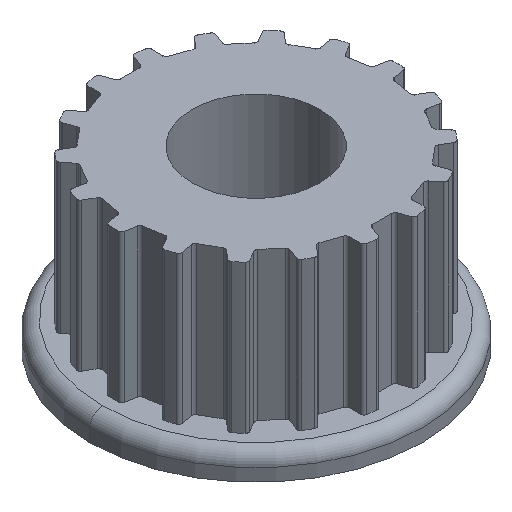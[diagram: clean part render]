
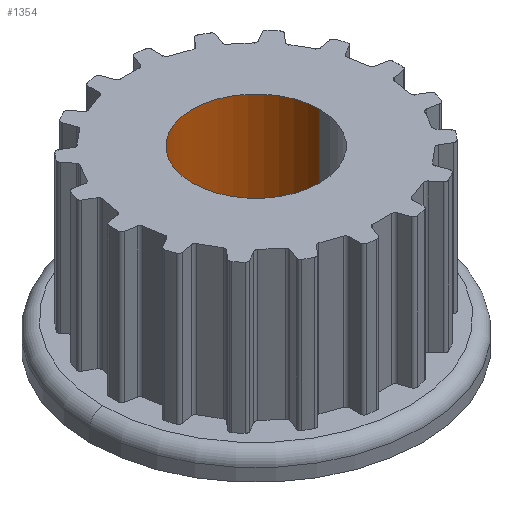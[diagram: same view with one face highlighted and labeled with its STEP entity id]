
A CAD part, isometric view. The second image highlights one B-rep face of the part: STEP entity #1354.
In plain terms, the highlighted cylindrical face has radius 2.5 mm (diameter 5 mm), a partial arc.
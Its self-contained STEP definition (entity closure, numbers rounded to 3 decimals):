
#11 = AXIS2_PLACEMENT_3D ( 'NONE', #3872, #3873, #3874 ) ;
#236 = ORIENTED_EDGE ( 'NONE', *, *, #4843, .F. ) ;
#237 = ORIENTED_EDGE ( 'NONE', *, *, #839, .T. ) ;
#238 = ORIENTED_EDGE ( 'NONE', *, *, #4846, .T. ) ;
#239 = ORIENTED_EDGE ( 'NONE', *, *, #4749, .T. ) ;
#405 = CARTESIAN_POINT ( 'NONE',  ( 2.5, 0., 3.302 ) ) ;
#423 = CARTESIAN_POINT ( 'NONE',  ( -2.5, 0., 3.302 ) ) ;
#429 = CARTESIAN_POINT ( 'NONE',  ( -2.5, 0., -2.998 ) ) ;
#453 = CARTESIAN_POINT ( 'NONE',  ( 2.5, 0., -2.998 ) ) ;
#708 = AXIS2_PLACEMENT_3D ( 'NONE', #2905, #2906, #2907 ) ;
#839 = EDGE_CURVE ( 'NONE', #4257, #4294, #3142, .T. ) ;
#1354 = ADVANCED_FACE ( 'NONE', ( #2277 ), #2286, .F. ) ;
#1389 = CIRCLE ( 'NONE', #708, 2.5 ) ;
#1522 = LINE ( 'NONE', #3440, #1524 ) ;
#1524 = VECTOR ( 'NONE', #3441, 1000. ) ;
#1526 = LINE ( 'NONE', #3450, #1528 ) ;
#1528 = VECTOR ( 'NONE', #3451, 1000. ) ;
#2277 = FACE_OUTER_BOUND ( 'NONE', #4963, .T. ) ;
#2286 = CYLINDRICAL_SURFACE ( 'NONE', #3634, 2.5 ) ;
#2574 = DIRECTION ( 'NONE',  ( 1., 0., 0. ) ) ;
#2575 = CARTESIAN_POINT ( 'NONE',  ( 0., 0., 0. ) ) ;
#2576 = DIRECTION ( 'NONE',  ( 0., 0., 1. ) ) ;
#2905 = CARTESIAN_POINT ( 'NONE',  ( 0., 0., 3.302 ) ) ;
#2906 = DIRECTION ( 'NONE',  ( 0., 0., 1. ) ) ;
#2907 = DIRECTION ( 'NONE',  ( -1., 0., 0. ) ) ;
#3142 = CIRCLE ( 'NONE', #11, 2.5 ) ;
#3440 = CARTESIAN_POINT ( 'NONE',  ( -2.5, 0., 0. ) ) ;
#3441 = DIRECTION ( 'NONE',  ( 0., 0., 1. ) ) ;
#3450 = CARTESIAN_POINT ( 'NONE',  ( 2.5, 0., 0. ) ) ;
#3451 = DIRECTION ( 'NONE',  ( 0., 0., 1. ) ) ;
#3634 = AXIS2_PLACEMENT_3D ( 'NONE', #2575, #2576, #2574 ) ;
#3872 = CARTESIAN_POINT ( 'NONE',  ( 0., 0., -2.998 ) ) ;
#3873 = DIRECTION ( 'NONE',  ( 0., 0., -1. ) ) ;
#3874 = DIRECTION ( 'NONE',  ( -1., 0., 0. ) ) ;
#4221 = VERTEX_POINT ( 'NONE', #405 ) ;
#4249 = VERTEX_POINT ( 'NONE', #423 ) ;
#4257 = VERTEX_POINT ( 'NONE', #429 ) ;
#4294 = VERTEX_POINT ( 'NONE', #453 ) ;
#4749 = EDGE_CURVE ( 'NONE', #4221, #4249, #1389, .T. ) ;
#4843 = EDGE_CURVE ( 'NONE', #4257, #4249, #1522, .T. ) ;
#4846 = EDGE_CURVE ( 'NONE', #4294, #4221, #1526, .T. ) ;
#4963 = EDGE_LOOP ( 'NONE', ( #236, #237, #238, #239 ) ) ;
